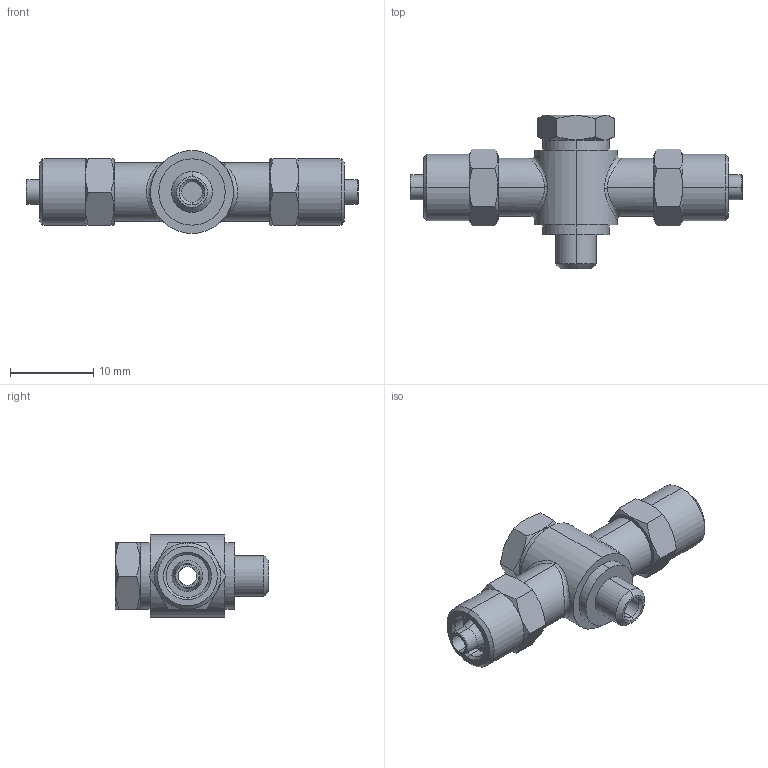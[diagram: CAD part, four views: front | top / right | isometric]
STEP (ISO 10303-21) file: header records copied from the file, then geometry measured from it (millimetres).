
FILE_DESCRIPTION (( 'STEP AP203' ), '1' );
FILE_NAME ('02260020.STEP', '2011-10-24T06:32:36', ( '' ), ( 'sopra-pneumatic' ), 'SwSTEP 2.0', 'SolidWorks 2011', '' );
FILE_SCHEMA (( 'CONFIG_CONTROL_DESIGN' ));
Length unit declared in the file: millimetre
Products named in the file (1): 02260020
Bounding box: 40 x 18.5 x 10 mm (x, y, z)
Volume: 2114.2 mm3; surface area: 1858.6 mm2
Topology: 1 solids, 2 shells, 112 faces, 250 edges, 154 vertices
Faces by surface type: cone 38, plane 34, cylinder 32, bspline 4, torus 4
Entity records: 4137 total; most frequent: CARTESIAN_POINT 1635, ORIENTED_EDGE 500, DIRECTION 498, EDGE_CURVE 250, AXIS2_PLACEMENT_3D 211, VERTEX_POINT 154, EDGE_LOOP 130, ADVANCED_FACE 112
